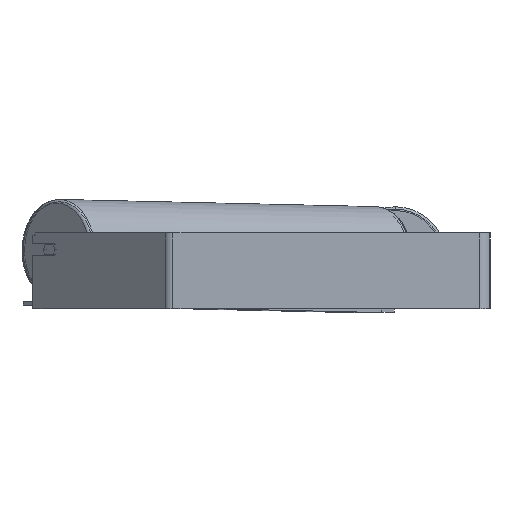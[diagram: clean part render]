
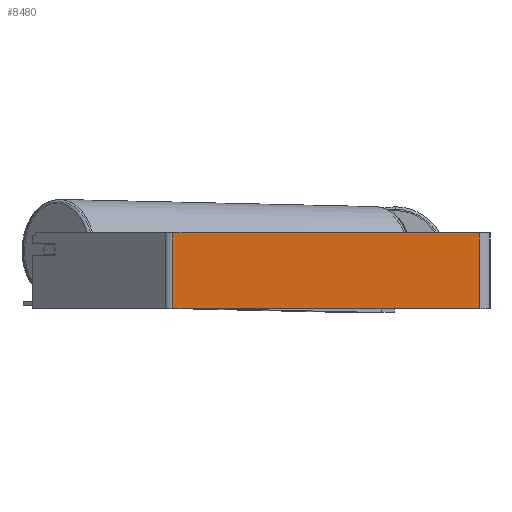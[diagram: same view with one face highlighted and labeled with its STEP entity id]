
A CAD part, left-side view. The second image highlights one B-rep face of the part: STEP entity #8480.
In plain terms, the highlighted planar face has unit normal (-1, 0, 0).
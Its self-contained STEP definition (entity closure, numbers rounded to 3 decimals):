
#552 = LINE ( 'NONE', #5600, #948 ) ;
#934 = DIRECTION ( 'NONE',  ( 0., 0., -1. ) ) ;
#948 = VECTOR ( 'NONE', #4162, 1000. ) ;
#1125 = CARTESIAN_POINT ( 'NONE',  ( -945., 14., 50. ) ) ;
#1169 = CARTESIAN_POINT ( 'NONE',  ( -945., 418.398, 50. ) ) ;
#1259 = CARTESIAN_POINT ( 'NONE',  ( -945., 14., -50. ) ) ;
#1578 = VECTOR ( 'NONE', #4234, 1000. ) ;
#1585 = ORIENTED_EDGE ( 'NONE', *, *, #3784, .T. ) ;
#1599 = PLANE ( 'NONE',  #6253 ) ;
#1743 = DIRECTION ( 'NONE',  ( 0., 0., -1. ) ) ;
#1892 = CARTESIAN_POINT ( 'NONE',  ( -945., 14., 50. ) ) ;
#2362 = FACE_OUTER_BOUND ( 'NONE', #8426, .T. ) ;
#2387 = ORIENTED_EDGE ( 'NONE', *, *, #7493, .F. ) ;
#2715 = EDGE_CURVE ( 'NONE', #6901, #7657, #552, .T. ) ;
#3277 = LINE ( 'NONE', #1125, #7835 ) ;
#3353 = VERTEX_POINT ( 'NONE', #1892 ) ;
#3784 = EDGE_CURVE ( 'NONE', #4875, #6901, #3979, .T. ) ;
#3979 = LINE ( 'NONE', #1169, #9136 ) ;
#4141 = LINE ( 'NONE', #7127, #1578 ) ;
#4162 = DIRECTION ( 'NONE',  ( 0., -1., 0. ) ) ;
#4234 = DIRECTION ( 'NONE',  ( 0., -1., 0. ) ) ;
#4691 = DIRECTION ( 'NONE',  ( 0., 0., -1. ) ) ;
#4875 = VERTEX_POINT ( 'NONE', #5002 ) ;
#5002 = CARTESIAN_POINT ( 'NONE',  ( -945., 418.398, 50. ) ) ;
#5124 = ORIENTED_EDGE ( 'NONE', *, *, #5658, .F. ) ;
#5600 = CARTESIAN_POINT ( 'NONE',  ( -945., 424.197, -50. ) ) ;
#5658 = EDGE_CURVE ( 'NONE', #4875, #3353, #4141, .T. ) ;
#6253 = AXIS2_PLACEMENT_3D ( 'NONE', #8824, #8961, #934 ) ;
#6901 = VERTEX_POINT ( 'NONE', #9309 ) ;
#7127 = CARTESIAN_POINT ( 'NONE',  ( -945., 424.197, 50. ) ) ;
#7391 = ORIENTED_EDGE ( 'NONE', *, *, #2715, .T. ) ;
#7493 = EDGE_CURVE ( 'NONE', #3353, #7657, #3277, .T. ) ;
#7657 = VERTEX_POINT ( 'NONE', #1259 ) ;
#7835 = VECTOR ( 'NONE', #4691, 1000. ) ;
#8426 = EDGE_LOOP ( 'NONE', ( #7391, #2387, #5124, #1585 ) ) ;
#8480 = ADVANCED_FACE ( 'NONE', ( #2362 ), #1599, .F. ) ;
#8824 = CARTESIAN_POINT ( 'NONE',  ( -945., 424.197, 50. ) ) ;
#8961 = DIRECTION ( 'NONE',  ( 1., 0., 0. ) ) ;
#9136 = VECTOR ( 'NONE', #1743, 1000. ) ;
#9309 = CARTESIAN_POINT ( 'NONE',  ( -945., 418.398, -50. ) ) ;
